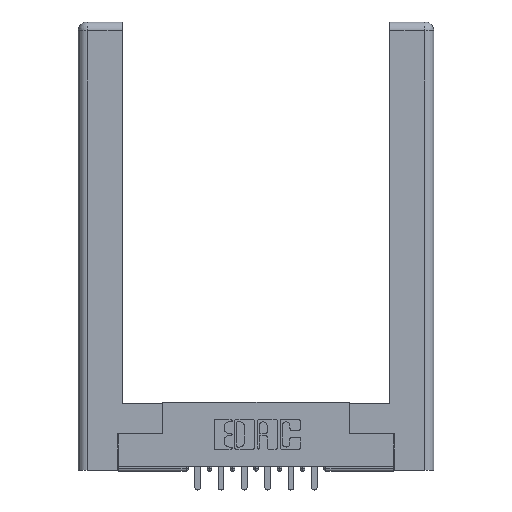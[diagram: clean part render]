
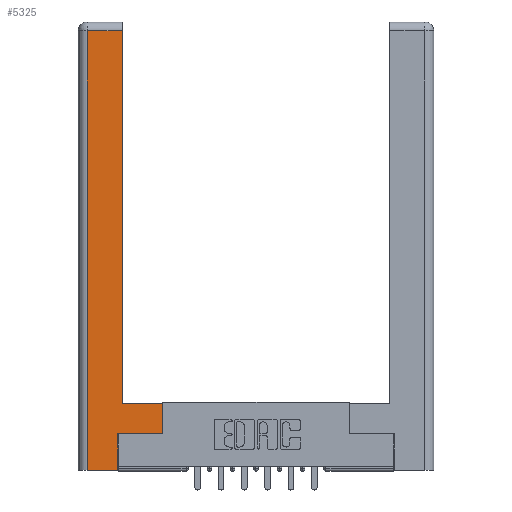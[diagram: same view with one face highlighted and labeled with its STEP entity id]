
A CAD part, top view. The second image highlights one B-rep face of the part: STEP entity #5325.
In plain terms, the highlighted planar face has unit normal (0, 0, 1).
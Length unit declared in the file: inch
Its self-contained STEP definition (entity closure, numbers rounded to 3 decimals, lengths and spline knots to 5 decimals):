
#230 = EDGE_CURVE ( 'NONE', #8675, #3689, #11411, .T. ) ;
#356 = CARTESIAN_POINT ( 'NONE',  ( 0.565, 0.245, 0. ) ) ;
#644 = DIRECTION ( 'NONE',  ( 1., 0., 0. ) ) ;
#764 = LINE ( 'NONE', #356, #8147 ) ;
#842 = VECTOR ( 'NONE', #4198, 39.37008 ) ;
#1093 = EDGE_LOOP ( 'NONE', ( #12264, #12279, #12312, #12336, #12417, #12446, #12448, #12468 ) ) ;
#1098 = DIRECTION ( 'NONE',  ( 1., 0., 0. ) ) ;
#1397 = LINE ( 'NONE', #10944, #11286 ) ;
#1699 = CARTESIAN_POINT ( 'NONE',  ( 0.265, 0., 0. ) ) ;
#2155 = FACE_OUTER_BOUND ( 'NONE', #1093, .T. ) ;
#2197 = EDGE_CURVE ( 'NONE', #12654, #4511, #5838, .T. ) ;
#2209 = VERTEX_POINT ( 'NONE', #11711 ) ;
#3264 = EDGE_CURVE ( 'NONE', #12352, #12654, #764, .T. ) ;
#3287 = DIRECTION ( 'NONE',  ( 0., 1., 0. ) ) ;
#3689 = VERTEX_POINT ( 'NONE', #10744 ) ;
#3856 = VECTOR ( 'NONE', #5781, 39.37008 ) ;
#4021 = CARTESIAN_POINT ( 'NONE',  ( 0., 0., 0. ) ) ;
#4198 = DIRECTION ( 'NONE',  ( -1., 0., 0. ) ) ;
#4485 = CARTESIAN_POINT ( 'NONE',  ( 0.565, 0.45, 0. ) ) ;
#4511 = VERTEX_POINT ( 'NONE', #4485 ) ;
#4832 = CARTESIAN_POINT ( 'NONE',  ( 0.295, 0.45, 0. ) ) ;
#4912 = VERTEX_POINT ( 'NONE', #9900 ) ;
#5118 = CARTESIAN_POINT ( 'NONE',  ( 0.295, 2.94, 0. ) ) ;
#5155 = DIRECTION ( 'NONE',  ( 0., -1., 0. ) ) ;
#5192 = EDGE_CURVE ( 'NONE', #4511, #2209, #11522, .T. ) ;
#5325 = ADVANCED_FACE ( 'NONE', ( #2155 ), #10699, .F. ) ;
#5781 = DIRECTION ( 'NONE',  ( -1., 0., 0. ) ) ;
#5838 = LINE ( 'NONE', #11848, #10574 ) ;
#5973 = DIRECTION ( 'NONE',  ( -1., 0., 0. ) ) ;
#6210 = DIRECTION ( 'NONE',  ( 0., 1., 0. ) ) ;
#6346 = AXIS2_PLACEMENT_3D ( 'NONE', #4021, #11695, #5973 ) ;
#6582 = EDGE_CURVE ( 'NONE', #10632, #4912, #11483, .T. ) ;
#6794 = VECTOR ( 'NONE', #3287, 39.37008 ) ;
#7492 = CARTESIAN_POINT ( 'NONE',  ( 0.565, 0.245, 0. ) ) ;
#7691 = LINE ( 'NONE', #9842, #12481 ) ;
#8147 = VECTOR ( 'NONE', #1098, 39.37008 ) ;
#8675 = VERTEX_POINT ( 'NONE', #5118 ) ;
#8840 = EDGE_CURVE ( 'NONE', #4912, #12352, #12183, .T. ) ;
#9416 = CARTESIAN_POINT ( 'NONE',  ( 0.0615, 2.94, 0. ) ) ;
#9842 = CARTESIAN_POINT ( 'NONE',  ( 0.0615, 0., 0. ) ) ;
#9900 = CARTESIAN_POINT ( 'NONE',  ( 0.265, 0., 0. ) ) ;
#9958 = CARTESIAN_POINT ( 'NONE',  ( 0.0615, 0., 0. ) ) ;
#10545 = EDGE_CURVE ( 'NONE', #3689, #10632, #7691, .T. ) ;
#10574 = VECTOR ( 'NONE', #11924, 39.37008 ) ;
#10632 = VERTEX_POINT ( 'NONE', #9958 ) ;
#10639 = EDGE_CURVE ( 'NONE', #2209, #8675, #1397, .T. ) ;
#10699 = PLANE ( 'NONE',  #6346 ) ;
#10744 = CARTESIAN_POINT ( 'NONE',  ( 0.0615, 2.94, 0. ) ) ;
#10901 = CARTESIAN_POINT ( 'NONE',  ( 0.265, 0.245, 0. ) ) ;
#10944 = CARTESIAN_POINT ( 'NONE',  ( 0.295, 3., 0. ) ) ;
#11039 = CARTESIAN_POINT ( 'NONE',  ( 0.265, 0.245, 0. ) ) ;
#11172 = VECTOR ( 'NONE', #644, 39.37008 ) ;
#11286 = VECTOR ( 'NONE', #6210, 39.37008 ) ;
#11411 = LINE ( 'NONE', #9416, #842 ) ;
#11483 = LINE ( 'NONE', #1699, #11172 ) ;
#11522 = LINE ( 'NONE', #4832, #3856 ) ;
#11695 = DIRECTION ( 'NONE',  ( 0., 0., -1. ) ) ;
#11711 = CARTESIAN_POINT ( 'NONE',  ( 0.295, 0.45, 0. ) ) ;
#11848 = CARTESIAN_POINT ( 'NONE',  ( 0.565, 0.45, 0. ) ) ;
#11924 = DIRECTION ( 'NONE',  ( 0., 1., 0. ) ) ;
#12183 = LINE ( 'NONE', #11039, #6794 ) ;
#12264 = ORIENTED_EDGE ( 'NONE', *, *, #10639, .T. ) ;
#12279 = ORIENTED_EDGE ( 'NONE', *, *, #230, .T. ) ;
#12312 = ORIENTED_EDGE ( 'NONE', *, *, #10545, .T. ) ;
#12336 = ORIENTED_EDGE ( 'NONE', *, *, #6582, .T. ) ;
#12352 = VERTEX_POINT ( 'NONE', #10901 ) ;
#12417 = ORIENTED_EDGE ( 'NONE', *, *, #8840, .T. ) ;
#12446 = ORIENTED_EDGE ( 'NONE', *, *, #3264, .T. ) ;
#12448 = ORIENTED_EDGE ( 'NONE', *, *, #2197, .T. ) ;
#12468 = ORIENTED_EDGE ( 'NONE', *, *, #5192, .T. ) ;
#12481 = VECTOR ( 'NONE', #5155, 39.37008 ) ;
#12654 = VERTEX_POINT ( 'NONE', #7492 ) ;
